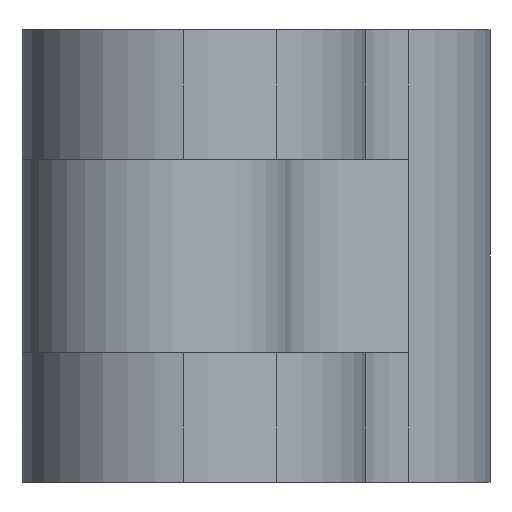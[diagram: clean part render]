
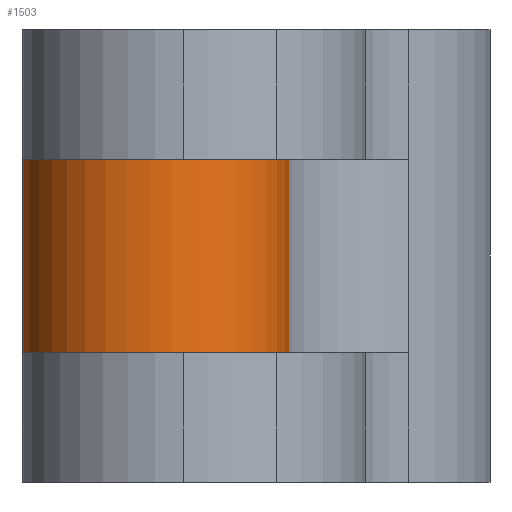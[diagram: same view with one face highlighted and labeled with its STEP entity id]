
A CAD part, left-side view. The second image highlights one B-rep face of the part: STEP entity #1503.
In plain terms, the highlighted cylindrical face has radius 8.271 mm (diameter 16.541 mm), a partial arc.
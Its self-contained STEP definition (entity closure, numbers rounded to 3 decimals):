
#38 = CARTESIAN_POINT ( 'NONE',  ( -25.114, 15., 6. ) ) ;
#54 = AXIS2_PLACEMENT_3D ( 'NONE', #1370, #120, #615 ) ;
#106 = CARTESIAN_POINT ( 'NONE',  ( -25.114, 15., -6. ) ) ;
#120 = DIRECTION ( 'NONE',  ( 0., 0., 1. ) ) ;
#224 = ORIENTED_EDGE ( 'NONE', *, *, #757, .F. ) ;
#271 = EDGE_LOOP ( 'NONE', ( #278, #224, #454, #290 ) ) ;
#278 = ORIENTED_EDGE ( 'NONE', *, *, #1211, .T. ) ;
#288 = CARTESIAN_POINT ( 'NONE',  ( -25.114, 6.729, 6. ) ) ;
#290 = ORIENTED_EDGE ( 'NONE', *, *, #362, .T. ) ;
#362 = EDGE_CURVE ( 'NONE', #515, #1174, #436, .T. ) ;
#364 = CYLINDRICAL_SURFACE ( 'NONE', #54, 8.271 ) ;
#379 = DIRECTION ( 'NONE',  ( 0., 0., 1. ) ) ;
#426 = CIRCLE ( 'NONE', #894, 8.271 ) ;
#436 = LINE ( 'NONE', #931, #579 ) ;
#445 = VERTEX_POINT ( 'NONE', #38 ) ;
#454 = ORIENTED_EDGE ( 'NONE', *, *, #570, .F. ) ;
#463 = DIRECTION ( 'NONE',  ( 1., 0., 0. ) ) ;
#488 = FACE_OUTER_BOUND ( 'NONE', #271, .T. ) ;
#515 = VERTEX_POINT ( 'NONE', #578 ) ;
#570 = EDGE_CURVE ( 'NONE', #515, #641, #1502, .T. ) ;
#578 = CARTESIAN_POINT ( 'NONE',  ( -23.06, -1.282, -6. ) ) ;
#579 = VECTOR ( 'NONE', #1195, 1000. ) ;
#615 = DIRECTION ( 'NONE',  ( 1., 0., 0. ) ) ;
#641 = VERTEX_POINT ( 'NONE', #1339 ) ;
#757 = EDGE_CURVE ( 'NONE', #641, #445, #1490, .T. ) ;
#777 = AXIS2_PLACEMENT_3D ( 'NONE', #1471, #1208, #463 ) ;
#894 = AXIS2_PLACEMENT_3D ( 'NONE', #288, #934, #1058 ) ;
#931 = CARTESIAN_POINT ( 'NONE',  ( -23.06, -1.282, -6. ) ) ;
#934 = DIRECTION ( 'NONE',  ( 0., 0., -1. ) ) ;
#1028 = VECTOR ( 'NONE', #379, 1000. ) ;
#1058 = DIRECTION ( 'NONE',  ( 1., 0., 0. ) ) ;
#1174 = VERTEX_POINT ( 'NONE', #1197 ) ;
#1195 = DIRECTION ( 'NONE',  ( 0., 0., 1. ) ) ;
#1197 = CARTESIAN_POINT ( 'NONE',  ( -23.06, -1.282, 6. ) ) ;
#1208 = DIRECTION ( 'NONE',  ( 0., 0., -1. ) ) ;
#1211 = EDGE_CURVE ( 'NONE', #1174, #445, #426, .T. ) ;
#1339 = CARTESIAN_POINT ( 'NONE',  ( -25.114, 15., -6. ) ) ;
#1370 = CARTESIAN_POINT ( 'NONE',  ( -25.114, 6.729, -6. ) ) ;
#1471 = CARTESIAN_POINT ( 'NONE',  ( -25.114, 6.729, -6. ) ) ;
#1490 = LINE ( 'NONE', #106, #1028 ) ;
#1502 = CIRCLE ( 'NONE', #777, 8.271 ) ;
#1503 = ADVANCED_FACE ( 'NONE', ( #488 ), #364, .T. ) ;
